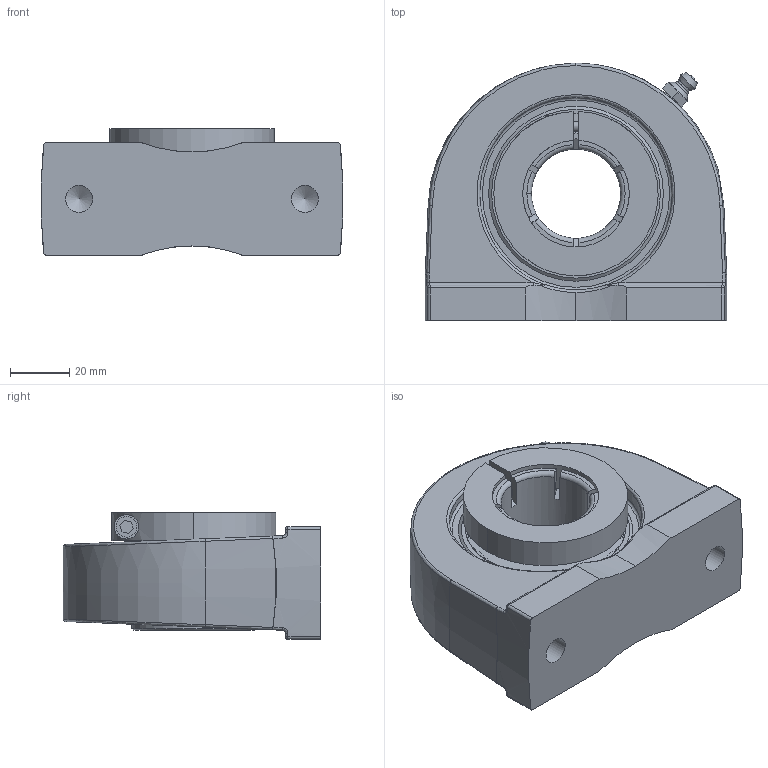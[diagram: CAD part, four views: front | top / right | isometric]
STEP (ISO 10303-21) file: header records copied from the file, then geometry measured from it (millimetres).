
FILE_DESCRIPTION(('HOOPS Exchange Step'),'2;1');
FILE_NAME('export-CB871A33-0BC1-4F4B-BD73-8237AA6552A3.stp','2019-12-13T16:55:04+16:00',('ibuslach'),('Alibre'),'HOOPS Exchange 2019.2','Alibre','Unknown authorisation');
FILE_SCHEMA( ('AP242_MANAGED_MODEL_BASED_3D_ENGINEERING_MIM_LF {1 0 10303 442 1 1 4 }') );
Length unit declared in the file: centimetre
Products named in the file (8): MRN SPA 206 (NO LETTERING); UCP ZERK 6mm; SUE 206 LOCK RING; SUE 204 BOLT; SUE 206 SHIELD; SUE 206-19 RACES; MRN SUE 206-19; MRN SUEPA 206-19
Assembly tree (8 placements, depth 3):
  MRN SUEPA 206-19
    MRN SPA 206 (NO LETTERING)
    UCP ZERK 6mm
    MRN SUE 206-19
      SUE 206 LOCK RING
      SUE 204 BOLT
      SUE 206 SHIELD  x2
      SUE 206-19 RACES
Bounding box: 101.91 x 87 x 42.7 mm (x, y, z)
Volume: 185284.5 mm3; surface area: 56614.1 mm2
Topology: 8 solids, 8 shells, 258 faces, 695 edges, 445 vertices
Faces by surface type: plane 76, cylinder 71, torus 33, cone 32, bspline 30, sphere 16
Full cylindrical faces by diameter (mm): 1.478 x2, 3.242 x2, 4 x1, 6 x2, 7 x1, 8.25 x1, 9.144 x2, 30.162 x1, 42 x4, 42.508 x2, 52 x2, 54 x2, 65.017 x2
Entity records: 17056 total; most frequent: CARTESIAN_POINT 10681, ORIENTED_EDGE 1324, DIRECTION 1303, EDGE_CURVE 662, AXIS2_PLACEMENT_3D 544, VERTEX_POINT 431, CIRCLE 285, EDGE_LOOP 275
